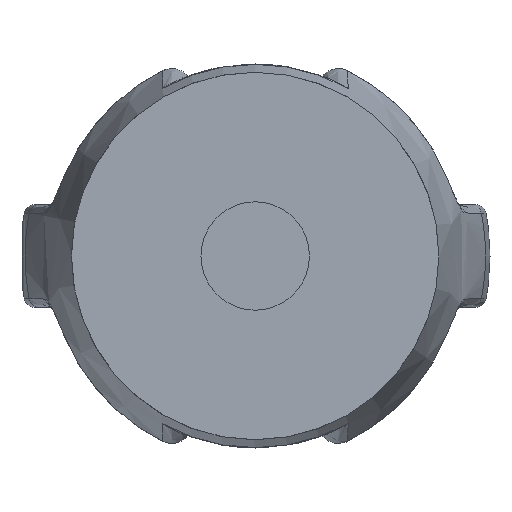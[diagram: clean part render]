
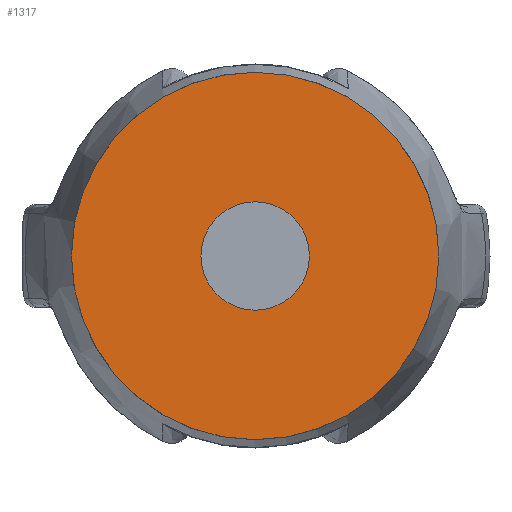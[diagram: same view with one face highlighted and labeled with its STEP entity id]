
A CAD part, front view. The second image highlights one B-rep face of the part: STEP entity #1317.
In plain terms, the highlighted planar face has unit normal (0, -1, 0).
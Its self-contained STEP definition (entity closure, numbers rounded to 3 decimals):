
#1317=ADVANCED_FACE('',(#1763,#1764),#1551,.F.);
#1551=PLANE('',#5116);
#1683=CIRCLE('',#5114,21.5);
#1684=CIRCLE('',#5115,6.35);
#1763=FACE_BOUND('',#1828,.T.);
#1764=FACE_BOUND('',#1829,.T.);
#1828=EDGE_LOOP('',(#2823));
#1829=EDGE_LOOP('',(#2824));
#2823=ORIENTED_EDGE('',*,*,#4363,.F.);
#2824=ORIENTED_EDGE('',*,*,#4364,.T.);
#3971=VERTEX_POINT('',#6809);
#3972=VERTEX_POINT('',#6811);
#4363=EDGE_CURVE('',#3971,#3971,#1683,.T.);
#4364=EDGE_CURVE('',#3972,#3972,#1684,.T.);
#5114=AXIS2_PLACEMENT_3D('',#6808,#5479,#5480);
#5115=AXIS2_PLACEMENT_3D('',#6810,#5481,#5482);
#5116=AXIS2_PLACEMENT_3D('',#6812,#5483,#5484);
#5479=DIRECTION('',(0.,1.,0.));
#5480=DIRECTION('',(0.,0.,1.));
#5481=DIRECTION('',(0.,1.,0.));
#5482=DIRECTION('',(1.,0.,0.));
#5483=DIRECTION('',(0.,1.,0.));
#5484=DIRECTION('',(0.,0.,1.));
#6808=CARTESIAN_POINT('',(0.,0.,0.));
#6809=CARTESIAN_POINT('',(0.,0.,21.5));
#6810=CARTESIAN_POINT('',(0.,0.,0.));
#6811=CARTESIAN_POINT('',(6.35,0.,0.));
#6812=CARTESIAN_POINT('',(0.,0.,0.));
